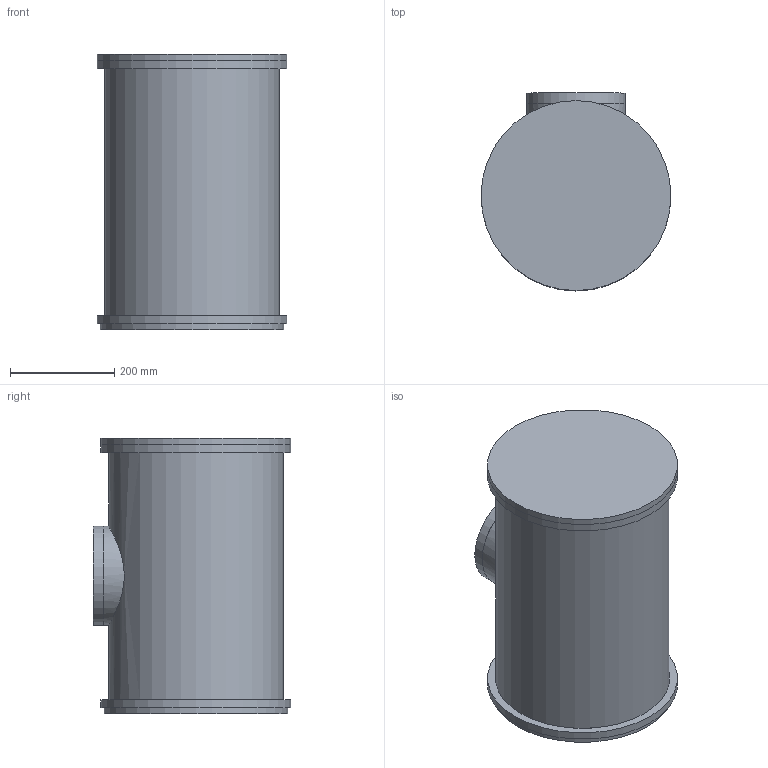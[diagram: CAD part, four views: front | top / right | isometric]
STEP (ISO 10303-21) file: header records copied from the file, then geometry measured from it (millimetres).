
FILE_DESCRIPTION(('FreeCAD Model'),'2;1');
FILE_NAME('output/entireChamber.step','2016-02-28T12:10:35',('FreeCAD'), ('FreeCAD'),'Open CASCADE STEP processor 6.9','FreeCAD','Unknown');
FILE_SCHEMA(('AUTOMOTIVE_DESIGN { 1 0 10303 214 1 1 1 1 }'));
Length unit declared in the file: millimetre
Products named in the file (24): Open CASCADE STEP translator 6.9 24; Open CASCADE STEP translator 6.9 24.1; Open CASCADE STEP translator 6.9 24.2; Open CASCADE STEP translator 6.9 24.3; Open CASCADE STEP translator 6.9 24.4; Open CASCADE STEP translator 6.9 24.5; Open CASCADE STEP translator 6.9 24.6; Open CASCADE STEP translator 6.9 24.7; Open CASCADE STEP translator 6.9 24.8; Open CASCADE STEP translator 6.9 24.9; Open CASCADE STEP translator 6.9 24.10; Open CASCADE STEP translator 6.9 24.11; Open CASCADE STEP translator 6.9 24.12; Open CASCADE STEP translator 6.9 24.13; Open CASCADE STEP translator 6.9 24.14; Open CASCADE STEP translator 6.9 24.15; Open CASCADE STEP translator 6.9 24.16; Open CASCADE STEP translator 6.9 24.17; Open CASCADE STEP translator 6.9 24.18; Open CASCADE STEP translator 6.9 24.19; Open CASCADE STEP translator 6.9 24.20; Open CASCADE STEP translator 6.9 24.21; Open CASCADE STEP translator 6.9 24.22; Open CASCADE STEP translator 6.9 24.23
Assembly tree (23 placements, depth 2):
  Open CASCADE STEP translator 6.9 24
    Open CASCADE STEP translator 6.9 24.1
    Open CASCADE STEP translator 6.9 24.2
    Open CASCADE STEP translator 6.9 24.3
    Open CASCADE STEP translator 6.9 24.4
    Open CASCADE STEP translator 6.9 24.5
    Open CASCADE STEP translator 6.9 24.6
    Open CASCADE STEP translator 6.9 24.7
    Open CASCADE STEP translator 6.9 24.8
    Open CASCADE STEP translator 6.9 24.9
    Open CASCADE STEP translator 6.9 24.10
    Open CASCADE STEP translator 6.9 24.11
    Open CASCADE STEP translator 6.9 24.12
    Open CASCADE STEP translator 6.9 24.13
    Open CASCADE STEP translator 6.9 24.14
    Open CASCADE STEP translator 6.9 24.15
    Open CASCADE STEP translator 6.9 24.16
    Open CASCADE STEP translator 6.9 24.17
    Open CASCADE STEP translator 6.9 24.18
    Open CASCADE STEP translator 6.9 24.19
    Open CASCADE STEP translator 6.9 24.20
    Open CASCADE STEP translator 6.9 24.21
    Open CASCADE STEP translator 6.9 24.22
    Open CASCADE STEP translator 6.9 24.23
Bounding box: 365 x 380 x 528.4 mm (x, y, z)
Volume: 5617483.2 mm3; surface area: 1941222.3 mm2
Topology: 22 solids, 23 shells, 736 faces, 1927 edges, 1279 vertices
Faces by surface type: cylinder 379, plane 327, bspline 16, cone 10, torus 4
Full cylindrical faces by diameter (mm): 2.2 x8, 3 x2, 3.2 x46, 14.4 x2, 17.5 x2, 106.5 x1, 186.5 x1, 190.5 x2, 194 x2, 300 x1, 315 x2, 331 x1, 335 x1, 352.8 x1, 365 x3
Entity records: 64175 total; most frequent: CARTESIAN_POINT 25170, DIRECTION 7390, LINE 4079, VECTOR 4079, ORIENTED_EDGE 3850, PCURVE 3850, DEFINITIONAL_REPRESENTATION 3850, EDGE_CURVE 1927
